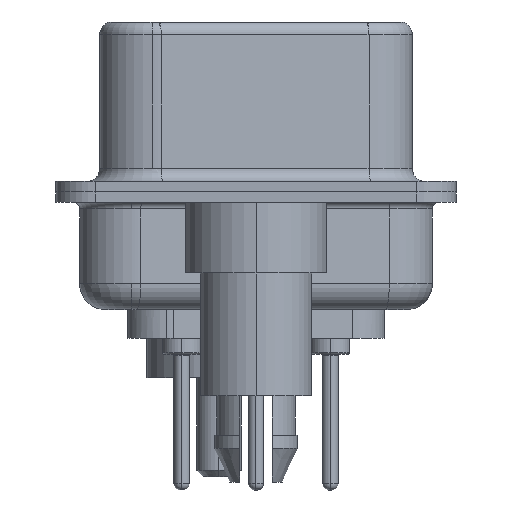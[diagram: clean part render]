
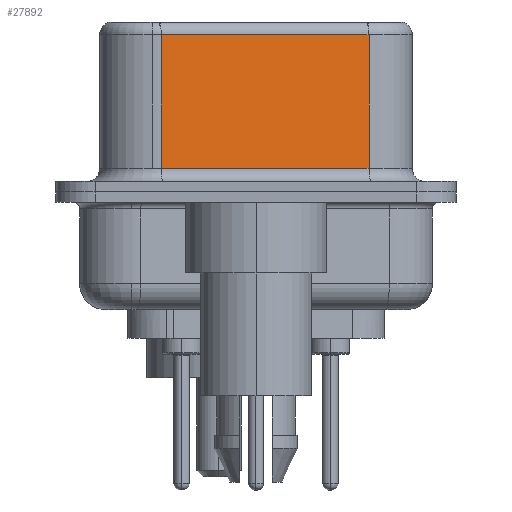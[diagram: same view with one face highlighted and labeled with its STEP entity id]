
A CAD part, left-side view. The second image highlights one B-rep face of the part: STEP entity #27892.
In plain terms, the highlighted planar face has unit normal (-0.985, -0.174, 0).
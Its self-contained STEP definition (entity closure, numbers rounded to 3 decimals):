
#295 = LINE ( 'NONE', #25457, #5730 ) ;
#1744 = EDGE_CURVE ( 'NONE', #7914, #28910, #28452, .T. ) ;
#2699 = VECTOR ( 'NONE', #28391, 1000. ) ;
#2852 = FACE_OUTER_BOUND ( 'NONE', #25666, .T. ) ;
#4935 = PLANE ( 'NONE',  #28547 ) ;
#5730 = VECTOR ( 'NONE', #27709, 1000. ) ;
#7293 = LINE ( 'NONE', #10372, #2699 ) ;
#7914 = VERTEX_POINT ( 'NONE', #20211 ) ;
#9413 = DIRECTION ( 'NONE',  ( -0.174, 0.985, 0. ) ) ;
#9916 = ORIENTED_EDGE ( 'NONE', *, *, #23349, .T. ) ;
#10372 = CARTESIAN_POINT ( 'NONE',  ( 5.132, -4.322, 6.02 ) ) ;
#10495 = VECTOR ( 'NONE', #17991, 1000. ) ;
#10869 = VERTEX_POINT ( 'NONE', #12807 ) ;
#11411 = CARTESIAN_POINT ( 'NONE',  ( 5.132, -4.322, 0.9 ) ) ;
#11801 = ORIENTED_EDGE ( 'NONE', *, *, #19214, .T. ) ;
#12174 = ORIENTED_EDGE ( 'NONE', *, *, #18479, .F. ) ;
#12807 = CARTESIAN_POINT ( 'NONE',  ( 5.132, -4.322, 6.02 ) ) ;
#16207 = VERTEX_POINT ( 'NONE', #22148 ) ;
#17991 = DIRECTION ( 'NONE',  ( 0.174, -0.985, 0. ) ) ;
#18479 = EDGE_CURVE ( 'NONE', #10869, #28910, #295, .T. ) ;
#18687 = DIRECTION ( 'NONE',  ( 0., 0., -1. ) ) ;
#19102 = VECTOR ( 'NONE', #18687, 1000. ) ;
#19214 = EDGE_CURVE ( 'NONE', #16207, #7914, #19825, .T. ) ;
#19825 = LINE ( 'NONE', #27490, #19102 ) ;
#20211 = CARTESIAN_POINT ( 'NONE',  ( 3.73, 3.628, 0.9 ) ) ;
#20673 = CARTESIAN_POINT ( 'NONE',  ( 5.132, -4.322, 6.52 ) ) ;
#22148 = CARTESIAN_POINT ( 'NONE',  ( 3.73, 3.628, 6.02 ) ) ;
#22911 = DIRECTION ( 'NONE',  ( 0.985, 0.174, 0. ) ) ;
#23349 = EDGE_CURVE ( 'NONE', #10869, #16207, #7293, .T. ) ;
#25457 = CARTESIAN_POINT ( 'NONE',  ( 5.132, -4.322, 6.52 ) ) ;
#25465 = CARTESIAN_POINT ( 'NONE',  ( 5.132, -4.322, 0.9 ) ) ;
#25666 = EDGE_LOOP ( 'NONE', ( #12174, #9916, #11801, #28171 ) ) ;
#27490 = CARTESIAN_POINT ( 'NONE',  ( 3.73, 3.628, 6.52 ) ) ;
#27709 = DIRECTION ( 'NONE',  ( 0., 0., -1. ) ) ;
#27892 = ADVANCED_FACE ( 'NONE', ( #2852 ), #4935, .F. ) ;
#28171 = ORIENTED_EDGE ( 'NONE', *, *, #1744, .T. ) ;
#28391 = DIRECTION ( 'NONE',  ( -0.174, 0.985, 0. ) ) ;
#28452 = LINE ( 'NONE', #25465, #10495 ) ;
#28547 = AXIS2_PLACEMENT_3D ( 'NONE', #20673, #22911, #9413 ) ;
#28910 = VERTEX_POINT ( 'NONE', #11411 ) ;
